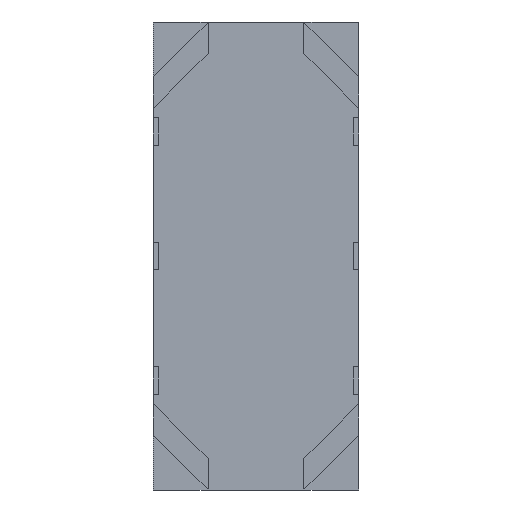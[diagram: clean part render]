
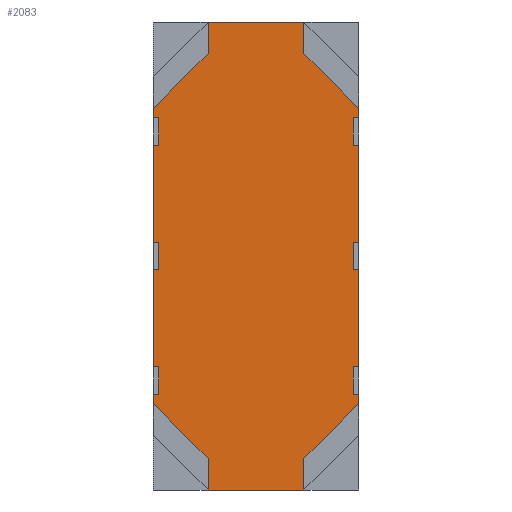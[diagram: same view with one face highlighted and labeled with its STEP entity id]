
A CAD part, front view. The second image highlights one B-rep face of the part: STEP entity #2083.
In plain terms, the highlighted planar face has unit normal (0, -1, 0).
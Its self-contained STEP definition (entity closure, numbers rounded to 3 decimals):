
#212=DIRECTION('',(0.,0.,1.));
#213=VECTOR('',#212,11.5);
#214=CARTESIAN_POINT('',(17.5,0.,74.));
#215=LINE('',#214,#213);
#216=DIRECTION('',(0.707,0.,-0.707));
#217=VECTOR('',#216,28.284);
#218=CARTESIAN_POINT('',(17.5,0.,74.));
#219=LINE('',#218,#217);
#220=DIRECTION('',(0.,0.,-1.));
#221=VECTOR('',#220,3.5);
#222=CARTESIAN_POINT('',(37.5,0.,54.));
#223=LINE('',#222,#221);
#224=DIRECTION('',(-1.,0.,0.));
#225=VECTOR('',#224,2.);
#226=CARTESIAN_POINT('',(37.5,0.,50.5));
#227=LINE('',#226,#225);
#228=DIRECTION('',(0.,0.,-1.));
#229=VECTOR('',#228,10.);
#230=CARTESIAN_POINT('',(35.5,0.,50.5));
#231=LINE('',#230,#229);
#232=DIRECTION('',(-1.,0.,0.));
#233=VECTOR('',#232,2.);
#234=CARTESIAN_POINT('',(37.5,0.,40.5));
#235=LINE('',#234,#233);
#236=DIRECTION('',(0.,0.,-1.));
#237=VECTOR('',#236,35.5);
#238=CARTESIAN_POINT('',(37.5,0.,40.5));
#239=LINE('',#238,#237);
#240=DIRECTION('',(-1.,0.,0.));
#241=VECTOR('',#240,2.);
#242=CARTESIAN_POINT('',(37.5,0.,5.));
#243=LINE('',#242,#241);
#244=DIRECTION('',(0.,0.,-1.));
#245=VECTOR('',#244,10.);
#246=CARTESIAN_POINT('',(35.5,0.,5.));
#247=LINE('',#246,#245);
#248=DIRECTION('',(-1.,0.,0.));
#249=VECTOR('',#248,2.);
#250=CARTESIAN_POINT('',(37.5,0.,-5.));
#251=LINE('',#250,#249);
#252=DIRECTION('',(0.,0.,-1.));
#253=VECTOR('',#252,35.5);
#254=CARTESIAN_POINT('',(37.5,0.,-5.));
#255=LINE('',#254,#253);
#256=DIRECTION('',(-1.,0.,0.));
#257=VECTOR('',#256,2.);
#258=CARTESIAN_POINT('',(37.5,0.,-40.5));
#259=LINE('',#258,#257);
#260=DIRECTION('',(0.,0.,-1.));
#261=VECTOR('',#260,10.);
#262=CARTESIAN_POINT('',(35.5,0.,-40.5));
#263=LINE('',#262,#261);
#264=DIRECTION('',(-1.,0.,0.));
#265=VECTOR('',#264,2.);
#266=CARTESIAN_POINT('',(37.5,0.,-50.5));
#267=LINE('',#266,#265);
#268=DIRECTION('',(0.,0.,-1.));
#269=VECTOR('',#268,3.5);
#270=CARTESIAN_POINT('',(37.5,0.,-50.5));
#271=LINE('',#270,#269);
#272=DIRECTION('',(-0.707,0.,-0.707));
#273=VECTOR('',#272,28.284);
#274=CARTESIAN_POINT('',(37.5,0.,-54.));
#275=LINE('',#274,#273);
#276=DIRECTION('',(0.,0.,1.));
#277=VECTOR('',#276,11.5);
#278=CARTESIAN_POINT('',(17.5,0.,-85.5));
#279=LINE('',#278,#277);
#280=DIRECTION('',(0.,0.,-1.));
#281=VECTOR('',#280,11.5);
#282=CARTESIAN_POINT('',(-17.5,0.,-74.));
#283=LINE('',#282,#281);
#284=DIRECTION('',(-0.707,0.,0.707));
#285=VECTOR('',#284,28.284);
#286=CARTESIAN_POINT('',(-17.5,0.,-74.));
#287=LINE('',#286,#285);
#288=DIRECTION('',(0.,0.,1.));
#289=VECTOR('',#288,3.5);
#290=CARTESIAN_POINT('',(-37.5,0.,-54.));
#291=LINE('',#290,#289);
#292=DIRECTION('',(1.,0.,0.));
#293=VECTOR('',#292,2.);
#294=CARTESIAN_POINT('',(-37.5,0.,-50.5));
#295=LINE('',#294,#293);
#296=DIRECTION('',(0.,0.,1.));
#297=VECTOR('',#296,10.);
#298=CARTESIAN_POINT('',(-35.5,0.,-50.5));
#299=LINE('',#298,#297);
#300=DIRECTION('',(1.,0.,0.));
#301=VECTOR('',#300,2.);
#302=CARTESIAN_POINT('',(-37.5,0.,-40.5));
#303=LINE('',#302,#301);
#304=DIRECTION('',(0.,0.,1.));
#305=VECTOR('',#304,35.5);
#306=CARTESIAN_POINT('',(-37.5,0.,-40.5));
#307=LINE('',#306,#305);
#308=DIRECTION('',(1.,0.,0.));
#309=VECTOR('',#308,2.);
#310=CARTESIAN_POINT('',(-37.5,0.,-5.));
#311=LINE('',#310,#309);
#312=DIRECTION('',(0.,0.,1.));
#313=VECTOR('',#312,10.);
#314=CARTESIAN_POINT('',(-35.5,0.,-5.));
#315=LINE('',#314,#313);
#316=DIRECTION('',(1.,0.,0.));
#317=VECTOR('',#316,2.);
#318=CARTESIAN_POINT('',(-37.5,0.,5.));
#319=LINE('',#318,#317);
#320=DIRECTION('',(0.,0.,1.));
#321=VECTOR('',#320,35.5);
#322=CARTESIAN_POINT('',(-37.5,0.,5.));
#323=LINE('',#322,#321);
#324=DIRECTION('',(1.,0.,0.));
#325=VECTOR('',#324,2.);
#326=CARTESIAN_POINT('',(-37.5,0.,40.5));
#327=LINE('',#326,#325);
#328=DIRECTION('',(0.,0.,1.));
#329=VECTOR('',#328,10.);
#330=CARTESIAN_POINT('',(-35.5,0.,40.5));
#331=LINE('',#330,#329);
#332=DIRECTION('',(1.,0.,0.));
#333=VECTOR('',#332,2.);
#334=CARTESIAN_POINT('',(-37.5,0.,50.5));
#335=LINE('',#334,#333);
#336=DIRECTION('',(0.,0.,1.));
#337=VECTOR('',#336,3.5);
#338=CARTESIAN_POINT('',(-37.5,0.,50.5));
#339=LINE('',#338,#337);
#340=DIRECTION('',(0.707,0.,0.707));
#341=VECTOR('',#340,28.284);
#342=CARTESIAN_POINT('',(-37.5,0.,54.));
#343=LINE('',#342,#341);
#344=DIRECTION('',(0.,0.,-1.));
#345=VECTOR('',#344,11.5);
#346=CARTESIAN_POINT('',(-17.5,0.,85.5));
#347=LINE('',#346,#345);
#356=DIRECTION('',(-1.,0.,0.));
#357=VECTOR('',#356,35.);
#358=CARTESIAN_POINT('',(17.5,0.,85.5));
#359=LINE('',#358,#357);
#804=DIRECTION('',(1.,0.,0.));
#805=VECTOR('',#804,35.);
#806=CARTESIAN_POINT('',(-17.5,0.,-85.5));
#807=LINE('',#806,#805);
#1564=CARTESIAN_POINT('',(-37.5,0.,-50.5));
#1565=CARTESIAN_POINT('',(-35.5,0.,-50.5));
#1566=VERTEX_POINT('',#1564);
#1567=VERTEX_POINT('',#1565);
#1568=CARTESIAN_POINT('',(-35.5,0.,-40.5));
#1569=VERTEX_POINT('',#1568);
#1570=CARTESIAN_POINT('',(-37.5,0.,-40.5));
#1571=VERTEX_POINT('',#1570);
#1572=CARTESIAN_POINT('',(-37.5,0.,-5.));
#1573=CARTESIAN_POINT('',(-35.5,0.,-5.));
#1574=VERTEX_POINT('',#1572);
#1575=VERTEX_POINT('',#1573);
#1576=CARTESIAN_POINT('',(-35.5,0.,5.));
#1577=VERTEX_POINT('',#1576);
#1578=CARTESIAN_POINT('',(-37.5,0.,5.));
#1579=VERTEX_POINT('',#1578);
#1580=CARTESIAN_POINT('',(-37.5,0.,40.5));
#1581=CARTESIAN_POINT('',(-35.5,0.,40.5));
#1582=VERTEX_POINT('',#1580);
#1583=VERTEX_POINT('',#1581);
#1584=CARTESIAN_POINT('',(-35.5,0.,50.5));
#1585=VERTEX_POINT('',#1584);
#1586=CARTESIAN_POINT('',(-37.5,0.,50.5));
#1587=VERTEX_POINT('',#1586);
#1592=CARTESIAN_POINT('',(-37.5,0.,-54.));
#1593=VERTEX_POINT('',#1592);
#1598=CARTESIAN_POINT('',(37.5,0.,-54.));
#1600=VERTEX_POINT('',#1598);
#1630=CARTESIAN_POINT('',(-37.5,0.,54.));
#1631=VERTEX_POINT('',#1630);
#1634=CARTESIAN_POINT('',(37.5,0.,54.));
#1635=VERTEX_POINT('',#1634);
#1660=CARTESIAN_POINT('',(17.5,0.,74.));
#1661=VERTEX_POINT('',#1660);
#1662=CARTESIAN_POINT('',(-17.5,0.,74.));
#1663=VERTEX_POINT('',#1662);
#1668=CARTESIAN_POINT('',(-17.5,0.,85.5));
#1669=VERTEX_POINT('',#1668);
#1670=CARTESIAN_POINT('',(17.5,0.,85.5));
#1671=VERTEX_POINT('',#1670);
#1688=CARTESIAN_POINT('',(17.5,0.,-74.));
#1689=VERTEX_POINT('',#1688);
#1690=CARTESIAN_POINT('',(-17.5,0.,-74.));
#1691=VERTEX_POINT('',#1690);
#1704=CARTESIAN_POINT('',(17.5,0.,-85.5));
#1705=VERTEX_POINT('',#1704);
#1706=CARTESIAN_POINT('',(-17.5,0.,-85.5));
#1707=VERTEX_POINT('',#1706);
#1932=CARTESIAN_POINT('',(37.5,0.,-40.5));
#1933=CARTESIAN_POINT('',(35.5,0.,-40.5));
#1934=VERTEX_POINT('',#1932);
#1935=VERTEX_POINT('',#1933);
#1936=CARTESIAN_POINT('',(35.5,0.,-50.5));
#1937=VERTEX_POINT('',#1936);
#1938=CARTESIAN_POINT('',(37.5,0.,-50.5));
#1939=VERTEX_POINT('',#1938);
#1940=CARTESIAN_POINT('',(37.5,0.,5.));
#1941=CARTESIAN_POINT('',(35.5,0.,5.));
#1942=VERTEX_POINT('',#1940);
#1943=VERTEX_POINT('',#1941);
#1944=CARTESIAN_POINT('',(35.5,0.,-5.));
#1945=VERTEX_POINT('',#1944);
#1946=CARTESIAN_POINT('',(37.5,0.,-5.));
#1947=VERTEX_POINT('',#1946);
#1948=CARTESIAN_POINT('',(37.5,0.,50.5));
#1949=CARTESIAN_POINT('',(35.5,0.,50.5));
#1950=VERTEX_POINT('',#1948);
#1951=VERTEX_POINT('',#1949);
#1952=CARTESIAN_POINT('',(35.5,0.,40.5));
#1953=VERTEX_POINT('',#1952);
#1954=CARTESIAN_POINT('',(37.5,0.,40.5));
#1955=VERTEX_POINT('',#1954);
#2004=CARTESIAN_POINT('',(0.,0.,0.));
#2005=DIRECTION('',(0.,1.,0.));
#2006=DIRECTION('',(1.,0.,0.));
#2007=AXIS2_PLACEMENT_3D('',#2004,#2005,#2006);
#2008=PLANE('',#2007);
#2010=ORIENTED_EDGE('',*,*,#2009,.F.);
#2012=ORIENTED_EDGE('',*,*,#2011,.F.);
#2014=ORIENTED_EDGE('',*,*,#2013,.T.);
#2016=ORIENTED_EDGE('',*,*,#2015,.T.);
#2018=ORIENTED_EDGE('',*,*,#2017,.T.);
#2020=ORIENTED_EDGE('',*,*,#2019,.T.);
#2022=ORIENTED_EDGE('',*,*,#2021,.F.);
#2024=ORIENTED_EDGE('',*,*,#2023,.T.);
#2026=ORIENTED_EDGE('',*,*,#2025,.T.);
#2028=ORIENTED_EDGE('',*,*,#2027,.T.);
#2030=ORIENTED_EDGE('',*,*,#2029,.F.);
#2032=ORIENTED_EDGE('',*,*,#2031,.T.);
#2034=ORIENTED_EDGE('',*,*,#2033,.T.);
#2036=ORIENTED_EDGE('',*,*,#2035,.T.);
#2038=ORIENTED_EDGE('',*,*,#2037,.F.);
#2040=ORIENTED_EDGE('',*,*,#2039,.T.);
#2042=ORIENTED_EDGE('',*,*,#2041,.T.);
#2044=ORIENTED_EDGE('',*,*,#2043,.F.);
#2046=ORIENTED_EDGE('',*,*,#2045,.F.);
#2048=ORIENTED_EDGE('',*,*,#2047,.F.);
#2050=ORIENTED_EDGE('',*,*,#2049,.T.);
#2052=ORIENTED_EDGE('',*,*,#2051,.T.);
#2054=ORIENTED_EDGE('',*,*,#2053,.T.);
#2056=ORIENTED_EDGE('',*,*,#2055,.T.);
#2058=ORIENTED_EDGE('',*,*,#2057,.F.);
#2060=ORIENTED_EDGE('',*,*,#2059,.T.);
#2062=ORIENTED_EDGE('',*,*,#2061,.T.);
#2064=ORIENTED_EDGE('',*,*,#2063,.T.);
#2066=ORIENTED_EDGE('',*,*,#2065,.F.);
#2068=ORIENTED_EDGE('',*,*,#2067,.T.);
#2070=ORIENTED_EDGE('',*,*,#2069,.T.);
#2072=ORIENTED_EDGE('',*,*,#2071,.T.);
#2074=ORIENTED_EDGE('',*,*,#2073,.F.);
#2076=ORIENTED_EDGE('',*,*,#2075,.T.);
#2078=ORIENTED_EDGE('',*,*,#2077,.T.);
#2080=ORIENTED_EDGE('',*,*,#2079,.F.);
#2081=EDGE_LOOP('',(#2010,#2012,#2014,#2016,#2018,#2020,#2022,#2024,#2026,#2028,
#2030,#2032,#2034,#2036,#2038,#2040,#2042,#2044,#2046,#2048,#2050,#2052,#2054,
#2056,#2058,#2060,#2062,#2064,#2066,#2068,#2070,#2072,#2074,#2076,#2078,#2080));
#2082=FACE_OUTER_BOUND('',#2081,.F.);
#2009=EDGE_CURVE('',#1671,#1669,#359,.T.);
#2011=EDGE_CURVE('',#1661,#1671,#215,.T.);
#2013=EDGE_CURVE('',#1661,#1635,#219,.T.);
#2015=EDGE_CURVE('',#1635,#1950,#223,.T.);
#2017=EDGE_CURVE('',#1950,#1951,#227,.T.);
#2019=EDGE_CURVE('',#1951,#1953,#231,.T.);
#2021=EDGE_CURVE('',#1955,#1953,#235,.T.);
#2023=EDGE_CURVE('',#1955,#1942,#239,.T.);
#2025=EDGE_CURVE('',#1942,#1943,#243,.T.);
#2027=EDGE_CURVE('',#1943,#1945,#247,.T.);
#2029=EDGE_CURVE('',#1947,#1945,#251,.T.);
#2031=EDGE_CURVE('',#1947,#1934,#255,.T.);
#2033=EDGE_CURVE('',#1934,#1935,#259,.T.);
#2035=EDGE_CURVE('',#1935,#1937,#263,.T.);
#2037=EDGE_CURVE('',#1939,#1937,#267,.T.);
#2039=EDGE_CURVE('',#1939,#1600,#271,.T.);
#2041=EDGE_CURVE('',#1600,#1689,#275,.T.);
#2043=EDGE_CURVE('',#1705,#1689,#279,.T.);
#2045=EDGE_CURVE('',#1707,#1705,#807,.T.);
#2047=EDGE_CURVE('',#1691,#1707,#283,.T.);
#2049=EDGE_CURVE('',#1691,#1593,#287,.T.);
#2051=EDGE_CURVE('',#1593,#1566,#291,.T.);
#2053=EDGE_CURVE('',#1566,#1567,#295,.T.);
#2055=EDGE_CURVE('',#1567,#1569,#299,.T.);
#2057=EDGE_CURVE('',#1571,#1569,#303,.T.);
#2059=EDGE_CURVE('',#1571,#1574,#307,.T.);
#2061=EDGE_CURVE('',#1574,#1575,#311,.T.);
#2063=EDGE_CURVE('',#1575,#1577,#315,.T.);
#2065=EDGE_CURVE('',#1579,#1577,#319,.T.);
#2067=EDGE_CURVE('',#1579,#1582,#323,.T.);
#2069=EDGE_CURVE('',#1582,#1583,#327,.T.);
#2071=EDGE_CURVE('',#1583,#1585,#331,.T.);
#2073=EDGE_CURVE('',#1587,#1585,#335,.T.);
#2075=EDGE_CURVE('',#1587,#1631,#339,.T.);
#2077=EDGE_CURVE('',#1631,#1663,#343,.T.);
#2079=EDGE_CURVE('',#1669,#1663,#347,.T.);
#2083=ADVANCED_FACE('',(#2082),#2008,.F.);
